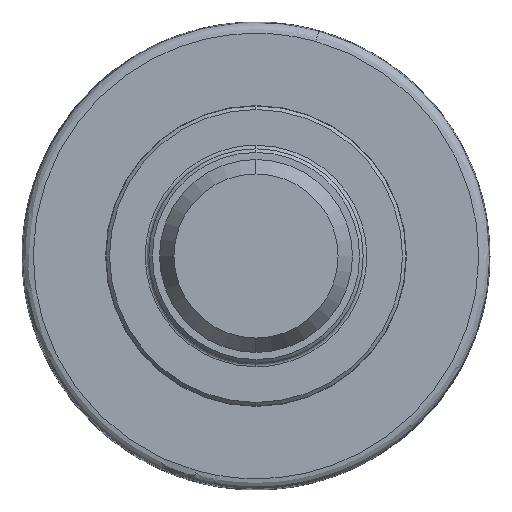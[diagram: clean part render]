
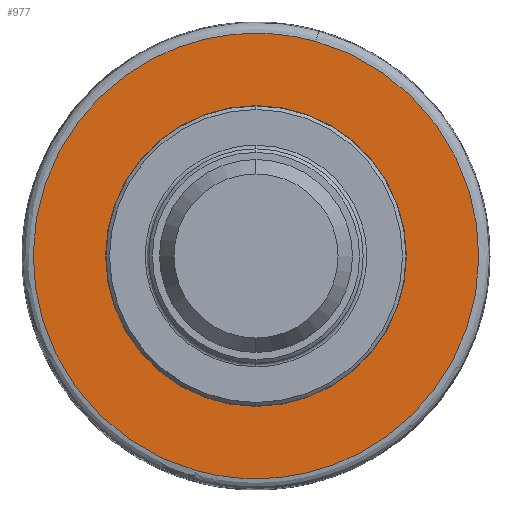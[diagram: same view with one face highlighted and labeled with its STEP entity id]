
A CAD part, left-side view. The second image highlights one B-rep face of the part: STEP entity #977.
In plain terms, the highlighted planar face has unit normal (-1, 0, 0).
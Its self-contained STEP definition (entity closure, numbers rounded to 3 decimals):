
#23 = EDGE_CURVE ( 'NONE', #603, #621, #524, .T. ) ;
#24 = EDGE_CURVE ( 'NONE', #644, #642, #456, .T. ) ;
#260 = EDGE_LOOP ( 'NONE', ( #418, #419 ) ) ;
#270 = EDGE_LOOP ( 'NONE', ( #420, #421 ) ) ;
#418 = ORIENTED_EDGE ( 'NONE', *, *, #24, .T. ) ;
#419 = ORIENTED_EDGE ( 'NONE', *, *, #744, .T. ) ;
#420 = ORIENTED_EDGE ( 'NONE', *, *, #745, .F. ) ;
#421 = ORIENTED_EDGE ( 'NONE', *, *, #23, .F. ) ;
#456 = CIRCLE ( 'NONE', #756, 21.05 ) ;
#524 =( BOUNDED_CURVE ( )  B_SPLINE_CURVE ( 3, ( #1056, #1060, #1061, #1062 ),
 .UNSPECIFIED., .F., .T. ) 
 B_SPLINE_CURVE_WITH_KNOTS ( ( 4, 4 ),
 ( 0.25, 0.75 ),
 .UNSPECIFIED. ) 
 CURVE ( )  GEOMETRIC_REPRESENTATION_ITEM ( )  RATIONAL_B_SPLINE_CURVE ( ( 1., 0.333, 0.333, 1. ) ) 
 REPRESENTATION_ITEM ( '' )  );
#527 =( BOUNDED_CURVE ( )  B_SPLINE_CURVE ( 3, ( #1775, #1779, #1780, #1781 ),
 .UNSPECIFIED., .F., .T. ) 
 B_SPLINE_CURVE_WITH_KNOTS ( ( 4, 4 ),
 ( 0.75, 1.25 ),
 .UNSPECIFIED. ) 
 CURVE ( )  GEOMETRIC_REPRESENTATION_ITEM ( )  RATIONAL_B_SPLINE_CURVE ( ( 1., 0.333, 0.333, 1. ) ) 
 REPRESENTATION_ITEM ( '' )  );
#603 = VERTEX_POINT ( 'NONE', #1252 ) ;
#621 = VERTEX_POINT ( 'NONE', #1268 ) ;
#642 = VERTEX_POINT ( 'NONE', #1289 ) ;
#644 = VERTEX_POINT ( 'NONE', #1291 ) ;
#744 = EDGE_CURVE ( 'NONE', #642, #644, #1418, .T. ) ;
#745 = EDGE_CURVE ( 'NONE', #621, #603, #527, .T. ) ;
#756 = AXIS2_PLACEMENT_3D ( 'NONE', #1059, #1065, #1066 ) ;
#824 = AXIS2_PLACEMENT_3D ( 'NONE', #1770, #1776, #1777 ) ;
#898 = AXIS2_PLACEMENT_3D ( 'NONE', #2237, #2238, #2239 ) ;
#977 = ADVANCED_FACE ( 'NONE', ( #1547, #1541 ), #2236, .T. ) ;
#1056 = CARTESIAN_POINT ( 'NONE',  ( 14.95, 8.396, -30.026 ) ) ;
#1059 = CARTESIAN_POINT ( 'NONE',  ( 14.95, 0., 0. ) ) ;
#1060 = CARTESIAN_POINT ( 'NONE',  ( 14.95, 68.447, -13.234 ) ) ;
#1061 = CARTESIAN_POINT ( 'NONE',  ( 14.95, 51.656, 46.817 ) ) ;
#1062 = CARTESIAN_POINT ( 'NONE',  ( 14.95, -8.396, 30.026 ) ) ;
#1065 = DIRECTION ( 'NONE',  ( 1., 0., 0. ) ) ;
#1066 = DIRECTION ( 'NONE',  ( 0., 1., 0. ) ) ;
#1252 = CARTESIAN_POINT ( 'NONE',  ( 14.95, 8.396, -30.026 ) ) ;
#1268 = CARTESIAN_POINT ( 'NONE',  ( 14.95, -8.396, 30.026 ) ) ;
#1289 = CARTESIAN_POINT ( 'NONE',  ( 14.95, -21.05, 0. ) ) ;
#1291 = CARTESIAN_POINT ( 'NONE',  ( 14.95, 21.05, 0. ) ) ;
#1418 = CIRCLE ( 'NONE', #824, 21.05 ) ;
#1541 = FACE_OUTER_BOUND ( 'NONE', #270, .T. ) ;
#1547 = FACE_BOUND ( 'NONE', #260, .T. ) ;
#1770 = CARTESIAN_POINT ( 'NONE',  ( 14.95, 0., 0. ) ) ;
#1775 = CARTESIAN_POINT ( 'NONE',  ( 14.95, -8.396, 30.026 ) ) ;
#1776 = DIRECTION ( 'NONE',  ( 1., 0., 0. ) ) ;
#1777 = DIRECTION ( 'NONE',  ( 0., 1., 0. ) ) ;
#1779 = CARTESIAN_POINT ( 'NONE',  ( 14.95, -68.447, 13.234 ) ) ;
#1780 = CARTESIAN_POINT ( 'NONE',  ( 14.95, -51.656, -46.817 ) ) ;
#1781 = CARTESIAN_POINT ( 'NONE',  ( 14.95, 8.396, -30.026 ) ) ;
#2236 = PLANE ( 'NONE',  #898 ) ;
#2237 = CARTESIAN_POINT ( 'NONE',  ( 14.95, -27.038, -7.56 ) ) ;
#2238 = DIRECTION ( 'NONE',  ( -1., 0., 0. ) ) ;
#2239 = DIRECTION ( 'NONE',  ( 0., 0., 1. ) ) ;
